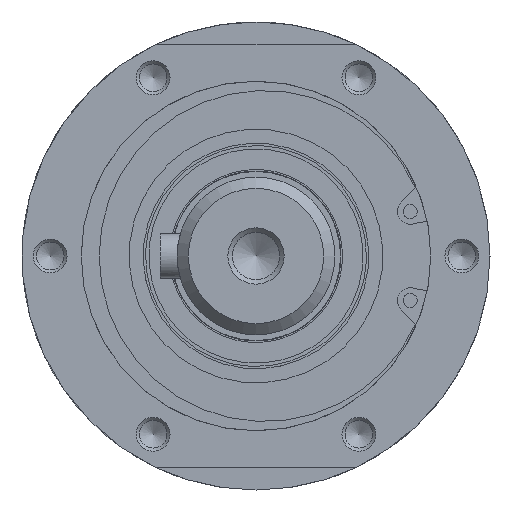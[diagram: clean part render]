
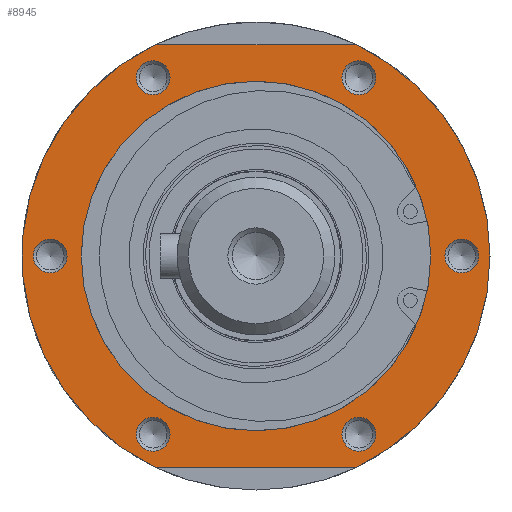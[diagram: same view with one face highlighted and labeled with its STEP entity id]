
A CAD part, left-side view. The second image highlights one B-rep face of the part: STEP entity #8945.
In plain terms, the highlighted planar face has unit normal (-1, 0, 0).
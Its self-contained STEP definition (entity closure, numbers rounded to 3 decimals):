
#171=FACE_BOUND('',#1094,.T.);
#172=FACE_BOUND('',#1095,.T.);
#173=FACE_BOUND('',#1096,.T.);
#174=FACE_BOUND('',#1097,.T.);
#175=FACE_BOUND('',#1098,.T.);
#176=FACE_BOUND('',#1099,.T.);
#177=FACE_BOUND('',#1100,.T.);
#223=PLANE('',#9619);
#520=FACE_OUTER_BOUND('',#1093,.T.);
#1093=EDGE_LOOP('',(#5733,#5734,#5735,#5736,#5737));
#1094=EDGE_LOOP('',(#5738));
#1095=EDGE_LOOP('',(#5739));
#1096=EDGE_LOOP('',(#5740));
#1097=EDGE_LOOP('',(#5741,#5742));
#1098=EDGE_LOOP('',(#5743));
#1099=EDGE_LOOP('',(#5744));
#1100=EDGE_LOOP('',(#5745));
#1697=LINE('',#14004,#2236);
#1701=LINE('',#14015,#2240);
#2236=VECTOR('',#10907,10.);
#2240=VECTOR('',#10917,10.);
#2786=CIRCLE('',#9612,41.5);
#2787=CIRCLE('',#9613,41.5);
#2788=CIRCLE('',#9614,41.5);
#2789=CIRCLE('',#9616,3.);
#2792=CIRCLE('',#9620,3.);
#2793=CIRCLE('',#9621,3.);
#2794=CIRCLE('',#9622,3.);
#2795=CIRCLE('',#9623,31.);
#2796=CIRCLE('',#9624,31.);
#2797=CIRCLE('',#9625,3.);
#2798=CIRCLE('',#9626,3.);
#3476=VERTEX_POINT('',#14001);
#3477=VERTEX_POINT('',#14003);
#3480=VERTEX_POINT('',#14012);
#3481=VERTEX_POINT('',#14014);
#3484=VERTEX_POINT('',#14022);
#3485=VERTEX_POINT('',#14028);
#3488=VERTEX_POINT('',#14036);
#3489=VERTEX_POINT('',#14038);
#3490=VERTEX_POINT('',#14040);
#3491=VERTEX_POINT('',#14042);
#3492=VERTEX_POINT('',#14043);
#3493=VERTEX_POINT('',#14046);
#3494=VERTEX_POINT('',#14048);
#4368=EDGE_CURVE('',#3477,#3476,#1697,.T.);
#4373=EDGE_CURVE('',#3481,#3480,#1701,.T.);
#4378=EDGE_CURVE('',#3484,#3476,#2786,.T.);
#4379=EDGE_CURVE('',#3477,#3480,#2787,.T.);
#4380=EDGE_CURVE('',#3481,#3484,#2788,.T.);
#4381=EDGE_CURVE('',#3485,#3485,#2789,.T.);
#4385=EDGE_CURVE('',#3488,#3488,#2792,.T.);
#4386=EDGE_CURVE('',#3489,#3489,#2793,.T.);
#4387=EDGE_CURVE('',#3490,#3490,#2794,.T.);
#4388=EDGE_CURVE('',#3491,#3492,#2795,.T.);
#4389=EDGE_CURVE('',#3492,#3491,#2796,.T.);
#4390=EDGE_CURVE('',#3493,#3493,#2797,.T.);
#4391=EDGE_CURVE('',#3494,#3494,#2798,.T.);
#5733=ORIENTED_EDGE('',*,*,#4368,.T.);
#5734=ORIENTED_EDGE('',*,*,#4378,.F.);
#5735=ORIENTED_EDGE('',*,*,#4380,.F.);
#5736=ORIENTED_EDGE('',*,*,#4373,.T.);
#5737=ORIENTED_EDGE('',*,*,#4379,.F.);
#5738=ORIENTED_EDGE('',*,*,#4385,.F.);
#5739=ORIENTED_EDGE('',*,*,#4386,.F.);
#5740=ORIENTED_EDGE('',*,*,#4387,.F.);
#5741=ORIENTED_EDGE('',*,*,#4388,.T.);
#5742=ORIENTED_EDGE('',*,*,#4389,.T.);
#5743=ORIENTED_EDGE('',*,*,#4390,.F.);
#5744=ORIENTED_EDGE('',*,*,#4391,.F.);
#5745=ORIENTED_EDGE('',*,*,#4381,.F.);
#8945=ADVANCED_FACE('',(#520,#171,#172,#173,#174,#175,#176,#177),#223,.T.);
#9612=AXIS2_PLACEMENT_3D('',#14024,#10926,#10927);
#9613=AXIS2_PLACEMENT_3D('',#14025,#10928,#10929);
#9614=AXIS2_PLACEMENT_3D('',#14026,#10930,#10931);
#9616=AXIS2_PLACEMENT_3D('',#14029,#10934,#10935);
#9619=AXIS2_PLACEMENT_3D('',#14035,#10941,#10942);
#9620=AXIS2_PLACEMENT_3D('',#14037,#10943,#10944);
#9621=AXIS2_PLACEMENT_3D('',#14039,#10945,#10946);
#9622=AXIS2_PLACEMENT_3D('',#14041,#10947,#10948);
#9623=AXIS2_PLACEMENT_3D('',#14044,#10949,#10950);
#9624=AXIS2_PLACEMENT_3D('',#14045,#10951,#10952);
#9625=AXIS2_PLACEMENT_3D('',#14047,#10953,#10954);
#9626=AXIS2_PLACEMENT_3D('',#14049,#10955,#10956);
#10907=DIRECTION('',(0.,-1.,0.));
#10917=DIRECTION('',(0.,1.,0.));
#10926=DIRECTION('center_axis',(1.,0.,0.));
#10927=DIRECTION('ref_axis',(0.,1.,0.));
#10928=DIRECTION('center_axis',(1.,0.,0.));
#10929=DIRECTION('ref_axis',(0.,1.,0.));
#10930=DIRECTION('center_axis',(1.,0.,0.));
#10931=DIRECTION('ref_axis',(0.,1.,0.));
#10934=DIRECTION('center_axis',(-1.,0.,0.));
#10935=DIRECTION('ref_axis',(0.,0.866,0.5));
#10941=DIRECTION('center_axis',(-1.,0.,0.));
#10942=DIRECTION('ref_axis',(0.,0.,
1.));
#10943=DIRECTION('center_axis',(-1.,0.,0.));
#10944=DIRECTION('ref_axis',(0.,0.,
1.));
#10945=DIRECTION('center_axis',(-1.,0.,0.));
#10946=DIRECTION('ref_axis',(0.,-0.866,0.5));
#10947=DIRECTION('center_axis',(-1.,0.,0.));
#10948=DIRECTION('ref_axis',(0.,-0.866,-0.5));
#10949=DIRECTION('center_axis',(1.,0.,0.));
#10950=DIRECTION('ref_axis',(0.,1.,0.));
#10951=DIRECTION('center_axis',(1.,0.,0.));
#10952=DIRECTION('ref_axis',(0.,1.,0.));
#10953=DIRECTION('center_axis',(-1.,0.,0.));
#10954=DIRECTION('ref_axis',(0.,0.,
-1.));
#10955=DIRECTION('center_axis',(-1.,0.,0.));
#10956=DIRECTION('ref_axis',(0.,0.866,-0.5));
#14001=CARTESIAN_POINT('',(-225.,-17.776,-37.5));
#14003=CARTESIAN_POINT('',(-225.,17.776,-37.5));
#14004=CARTESIAN_POINT('',(-225.,4.214,-37.5));
#14012=CARTESIAN_POINT('',(-225.,17.776,37.5));
#14014=CARTESIAN_POINT('',(-225.,-17.776,37.5));
#14015=CARTESIAN_POINT('',(-225.,32.036,37.5));
#14022=CARTESIAN_POINT('',(-225.,-41.5,0.));
#14024=CARTESIAN_POINT('Origin',(-225.,0.,0.));
#14025=CARTESIAN_POINT('Origin',(-225.,0.,0.));
#14026=CARTESIAN_POINT('Origin',(-225.,0.,0.));
#14028=CARTESIAN_POINT('',(-225.,-20.848,30.11));
#14029=CARTESIAN_POINT('Origin',(-225.,-18.25,31.61));
#14035=CARTESIAN_POINT('Origin',(-225.,36.25,0.));
#14036=CARTESIAN_POINT('',(-225.,-36.5,-3.));
#14037=CARTESIAN_POINT('Origin',(-225.,-36.5,0.));
#14038=CARTESIAN_POINT('',(-225.,-15.652,-33.11));
#14039=CARTESIAN_POINT('Origin',(-225.,-18.25,-31.61));
#14040=CARTESIAN_POINT('',(-225.,20.848,-30.11));
#14041=CARTESIAN_POINT('Origin',(-225.,18.25,-31.61));
#14042=CARTESIAN_POINT('',(-225.,31.,0.));
#14043=CARTESIAN_POINT('',(-225.,-31.,0.));
#14044=CARTESIAN_POINT('Origin',(-225.,0.,0.));
#14045=CARTESIAN_POINT('Origin',(-225.,0.,0.));
#14046=CARTESIAN_POINT('',(-225.,36.5,3.));
#14047=CARTESIAN_POINT('Origin',(-225.,36.5,0.));
#14048=CARTESIAN_POINT('',(-225.,15.652,33.11));
#14049=CARTESIAN_POINT('Origin',(-225.,18.25,31.61));
